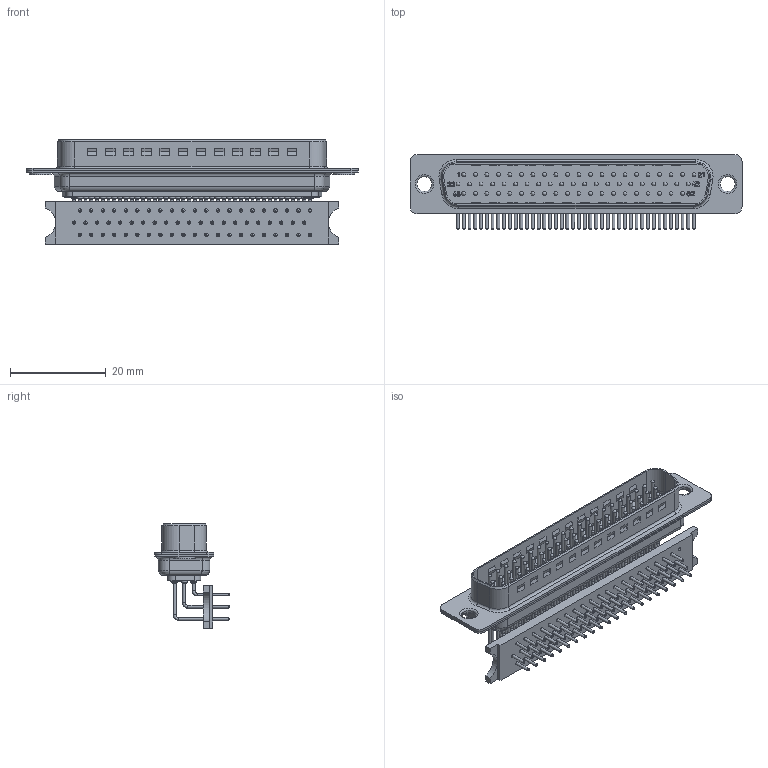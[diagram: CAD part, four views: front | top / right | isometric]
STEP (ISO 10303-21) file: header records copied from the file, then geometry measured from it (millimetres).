
FILE_DESCRIPTION(/* description */ ('M1101/62M/white'),/* implementation_level */ '2;1');
FILE_NAME(/* name */ 'K060912.stp',/* time_stamp */ '2017-05-02T10:36:33+02:00',/* author */ ('M. Rickli'),/* organization */ (''),/* preprocessor_version */ 'ST-DEVELOPER v15.6',/* originating_system */ 'Autodesk Inventor 2015',/* authorisation */ '');
FILE_SCHEMA (('AUTOMOTIVE_DESIGN { 1 0 10303 214 3 1 1 }'));
Length unit declared in the file: millimetre
Products named in the file (8): N00784_China_BG; R+B00744_BG; R+B00745_BG; R+B00746_BG; R+B00159_BG; N00544_male_BG; R+B00156_BG; K060912
Assembly tree (66 placements, depth 2):
  K060912
    N00784_China_BG
    R+B00744_BG  x20
    R+B00745_BG  x21
    R+B00746_BG  x21
    R+B00159_BG
    N00544_male_BG
    R+B00156_BG
Bounding box: 69.5 x 15.7 x 21.84 mm (x, y, z)
Volume: 4903.2 mm3; surface area: 12711.6 mm2
Topology: 66 solids, 66 shells, 1763 faces, 3761 edges, 2337 vertices
Faces by surface type: plane 737, cylinder 639, cone 191, torus 86, sphere 62, bspline 48
Full cylindrical faces by diameter (mm): 0.6 x124, 0.7 x63, 0.75 x62, 0.8 x62, 1.24 x62, 1.26 x62, 1.6 x124, 3.1 x2, 3.9 x2, 4.06 x2, 4.6 x2
Entity records: 34246 total; most frequent: CARTESIAN_POINT 10673, DIRECTION 4876, ORIENTED_EDGE 3964, EDGE_CURVE 1982, AXIS2_PLACEMENT_3D 1885, EDGE_LOOP 1878, VERTEX_POINT 1502, LINE 1106
